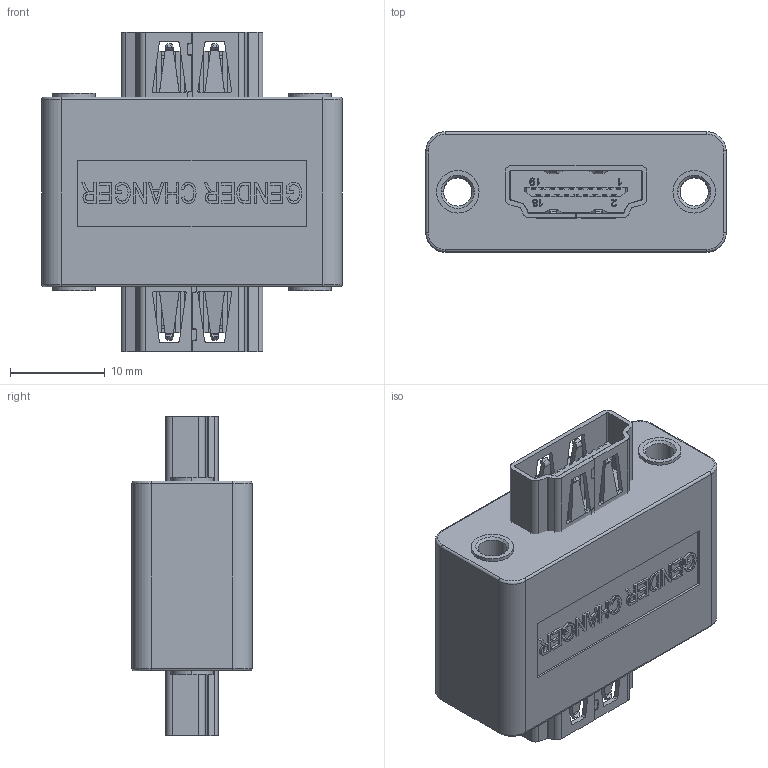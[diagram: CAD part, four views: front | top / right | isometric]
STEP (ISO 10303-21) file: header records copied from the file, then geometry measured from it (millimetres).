
FILE_DESCRIPTION (( 'STEP AP214' ), '1' );
FILE_NAME ('HDFF.STEP', '2019-04-12T12:02:13', ( '' ), ( '' ), 'SwSTEP 2.0', 'SolidWorks 2018', '' );
FILE_SCHEMA (( 'AUTOMOTIVE_DESIGN' ));
Length unit declared in the file: inch
Products named in the file (9): 1AH05-004-MA3___; MTN-361; 1BC01-010; 1AH05-004___; HDFF; 1AJ09-044; 1AH05-004-MA1___; 1AH05-004-MA2___; MTN-362
Assembly tree (28 placements, depth 3):
  HDFF
    1BC01-010
    1AH05-004___  x2
      1AH05-004-MA1___
      1AH05-004-MA2___
      1AH05-004-MA3___
    MTN-361
    MTN-362
    1AJ09-044  x2
Bounding box: 31.75 x 12.7 x 33.8 mm (x, y, z)
Volume: 10898.2 mm3; surface area: 8865.2 mm2
Topology: 47 solids, 47 shells, 2582 faces, 6709 edges, 4230 vertices
Faces by surface type: plane 1902, cylinder 484, bspline 164, sphere 16, torus 8, cone 8
Entity records: 37033 total; most frequent: CARTESIAN_POINT 11753, ORIENTED_EDGE 5398, DIRECTION 4587, EDGE_CURVE 2699, VECTOR 1995, LINE 1995, VERTEX_POINT 1766, AXIS2_PLACEMENT_3D 1296
